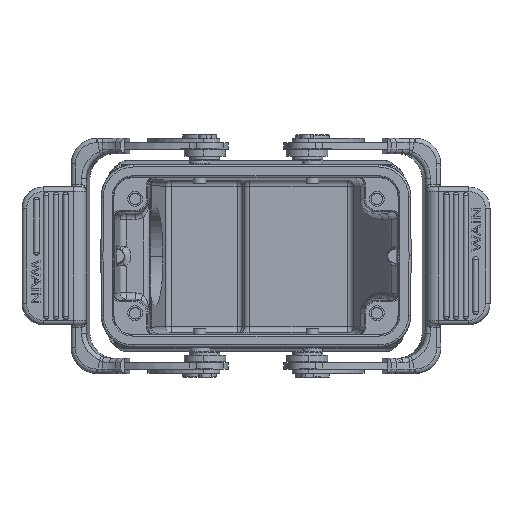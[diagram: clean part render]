
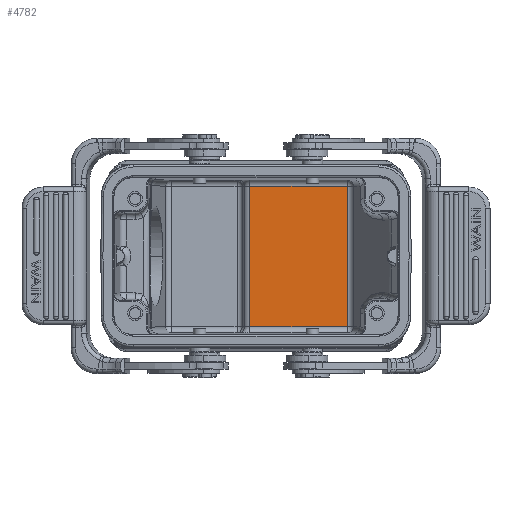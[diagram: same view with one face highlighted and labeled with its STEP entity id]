
A CAD part, top view. The second image highlights one B-rep face of the part: STEP entity #4782.
In plain terms, the highlighted planar face has unit normal (0, 0, 1).
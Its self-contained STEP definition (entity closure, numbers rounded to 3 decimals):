
#3011=FACE_OUTER_BOUND('',#7868,.T.);
#4782=ADVANCED_FACE('',(#3011),#6270,.F.);
#6270=PLANE('',#33244);
#7868=EDGE_LOOP('',(#17013,#17014,#17015,#17016));
#10088=LINE('',#50140,#12396);
#10089=LINE('',#50160,#12397);
#10091=LINE('',#50163,#12399);
#10092=LINE('',#50165,#12400);
#12396=VECTOR('',#38035,1.);
#12397=VECTOR('',#38044,1.);
#12399=VECTOR('',#38048,1.);
#12400=VECTOR('',#38049,1.);
#17013=ORIENTED_EDGE('',*,*,#28125,.T.);
#17014=ORIENTED_EDGE('',*,*,#28126,.T.);
#17015=ORIENTED_EDGE('',*,*,#28118,.T.);
#17016=ORIENTED_EDGE('',*,*,#28123,.T.);
#24366=VERTEX_POINT('',#48839);
#24481=VERTEX_POINT('',#50141);
#24484=VERTEX_POINT('',#50159);
#24485=VERTEX_POINT('',#50164);
#28118=EDGE_CURVE('',#24366,#24481,#10088,.T.);
#28123=EDGE_CURVE('',#24481,#24484,#10089,.T.);
#28125=EDGE_CURVE('',#24484,#24485,#10091,.T.);
#28126=EDGE_CURVE('',#24485,#24366,#10092,.T.);
#33244=AXIS2_PLACEMENT_3D('',#50166,#38050,#38051);
#38035=DIRECTION('',(0.,-1.,0.));
#38044=DIRECTION('',(1.,0.,0.));
#38048=DIRECTION('',(0.,1.,0.));
#38049=DIRECTION('',(-1.,0.,0.));
#38050=DIRECTION('',(0.,0.,-1.));
#38051=DIRECTION('',(-1.,0.,0.));
#48839=CARTESIAN_POINT('',(-1.494,16.546,-65.));
#50140=CARTESIAN_POINT('',(-1.493,16.546,-65.));
#50141=CARTESIAN_POINT('',(-1.494,-16.546,-65.));
#50159=CARTESIAN_POINT('',(21.573,-16.546,-65.));
#50160=CARTESIAN_POINT('',(-1.493,-16.546,-65.));
#50163=CARTESIAN_POINT('',(21.573,-16.546,-65.));
#50164=CARTESIAN_POINT('',(21.573,16.546,-65.));
#50165=CARTESIAN_POINT('',(21.573,16.546,-65.));
#50166=CARTESIAN_POINT('',(22.724,-18.6,-65.));
